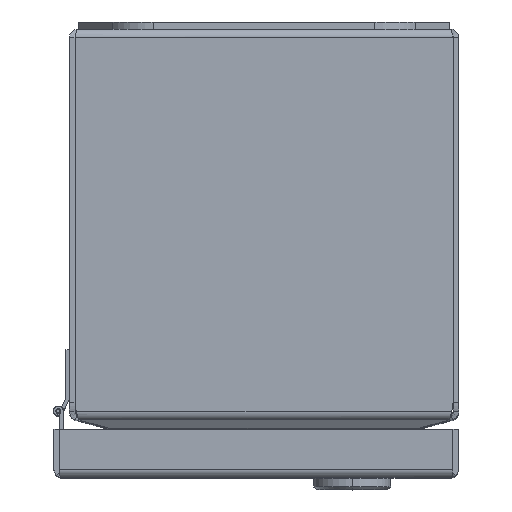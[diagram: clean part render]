
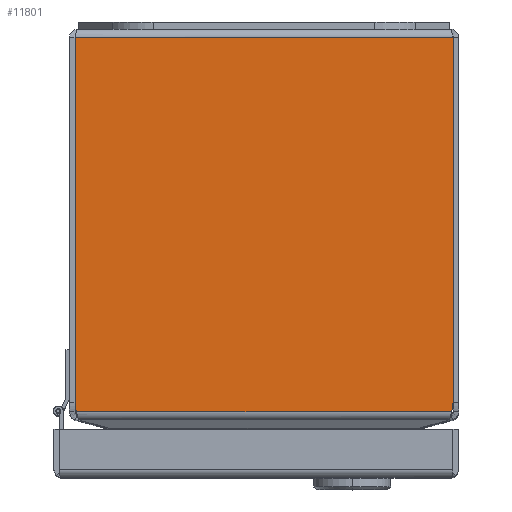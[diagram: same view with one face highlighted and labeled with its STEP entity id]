
A CAD part, top view. The second image highlights one B-rep face of the part: STEP entity #11801.
In plain terms, the highlighted planar face has unit normal (0, 0, 1).
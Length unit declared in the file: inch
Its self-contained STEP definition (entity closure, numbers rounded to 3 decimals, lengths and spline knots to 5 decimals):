
#208 = LINE ( 'NONE', #14563, #10491 ) ;
#285 = CARTESIAN_POINT ( 'NONE',  ( 13.527, -3.93401, 2. ) ) ;
#475 = EDGE_LOOP ( 'NONE', ( #8709, #6054, #16592, #18468, #2520, #18657 ) ) ;
#921 = DIRECTION ( 'NONE',  ( 0., 0., -1. ) ) ;
#1495 = DIRECTION ( 'NONE',  ( 0., -1., 0. ) ) ;
#1720 = LINE ( 'NONE', #285, #9583 ) ;
#2520 = ORIENTED_EDGE ( 'NONE', *, *, #7016, .F. ) ;
#2554 = CARTESIAN_POINT ( 'NONE',  ( -1.94289, -3.83953, 2. ) ) ;
#2681 = EDGE_CURVE ( 'NONE', #11476, #10773, #1720, .T. ) ;
#3234 = DIRECTION ( 'NONE',  ( 0., 0., -1. ) ) ;
#3268 = EDGE_CURVE ( 'NONE', #6652, #11476, #10404, .T. ) ;
#3491 = VERTEX_POINT ( 'NONE', #10067 ) ;
#4570 = PLANE ( 'NONE',  #9531 ) ;
#5548 = CARTESIAN_POINT ( 'NONE',  ( -1.66189, -3.83953, 2. ) ) ;
#5620 = VECTOR ( 'NONE', #1495, 39.37008 ) ;
#5704 = CARTESIAN_POINT ( 'NONE',  ( 1.66189, -3.83953, 2. ) ) ;
#6004 = FACE_OUTER_BOUND ( 'NONE', #475, .T. ) ;
#6054 = ORIENTED_EDGE ( 'NONE', *, *, #18719, .F. ) ;
#6652 = VERTEX_POINT ( 'NONE', #11325 ) ;
#6777 = LINE ( 'NONE', #18460, #9807 ) ;
#7016 = EDGE_CURVE ( 'NONE', #10773, #8636, #11882, .T. ) ;
#7382 = DIRECTION ( 'NONE',  ( -1., 0., 0. ) ) ;
#7541 = CARTESIAN_POINT ( 'NONE',  ( 13.527, 0., 2. ) ) ;
#8636 = VERTEX_POINT ( 'NONE', #2554 ) ;
#8709 = ORIENTED_EDGE ( 'NONE', *, *, #3268, .F. ) ;
#8947 = CARTESIAN_POINT ( 'NONE',  ( 1.92653, -3.93401, 2. ) ) ;
#9076 = DIRECTION ( 'NONE',  ( 0., 1., 0. ) ) ;
#9531 = AXIS2_PLACEMENT_3D ( 'NONE', #7541, #3234, #9076 ) ;
#9583 = VECTOR ( 'NONE', #7382, 39.37008 ) ;
#9807 = VECTOR ( 'NONE', #17016, 39.37008 ) ;
#9971 = CARTESIAN_POINT ( 'NONE',  ( -1.94289, -0.086, 2. ) ) ;
#10067 = CARTESIAN_POINT ( 'NONE',  ( 1.94289, -0.086, 2. ) ) ;
#10220 = VERTEX_POINT ( 'NONE', #9971 ) ;
#10404 = CIRCLE ( 'NONE', #18350, 0.281 ) ;
#10491 = VECTOR ( 'NONE', #17715, 39.37008 ) ;
#10773 = VERTEX_POINT ( 'NONE', #16423 ) ;
#11325 = CARTESIAN_POINT ( 'NONE',  ( 1.94289, -3.83953, 2. ) ) ;
#11476 = VERTEX_POINT ( 'NONE', #8947 ) ;
#11554 = DIRECTION ( 'NONE',  ( 0., 1., 0. ) ) ;
#11801 = ADVANCED_FACE ( 'NONE', ( #6004 ), #4570, .F. ) ;
#11882 = CIRCLE ( 'NONE', #18609, 0.281 ) ;
#12642 = DIRECTION ( 'NONE',  ( 0., 1., 0. ) ) ;
#13369 = CARTESIAN_POINT ( 'NONE',  ( 1.94289, -0.086, 2. ) ) ;
#13929 = EDGE_CURVE ( 'NONE', #10220, #8636, #6777, .T. ) ;
#14170 = DIRECTION ( 'NONE',  ( 0., 0., -1. ) ) ;
#14563 = CARTESIAN_POINT ( 'NONE',  ( -1.914, -0.086, 2. ) ) ;
#14881 = LINE ( 'NONE', #13369, #5620 ) ;
#16423 = CARTESIAN_POINT ( 'NONE',  ( -1.92653, -3.93401, 2. ) ) ;
#16592 = ORIENTED_EDGE ( 'NONE', *, *, #17413, .F. ) ;
#17016 = DIRECTION ( 'NONE',  ( 0., -1., 0. ) ) ;
#17413 = EDGE_CURVE ( 'NONE', #10220, #3491, #208, .T. ) ;
#17715 = DIRECTION ( 'NONE',  ( 1., 0., 0. ) ) ;
#18350 = AXIS2_PLACEMENT_3D ( 'NONE', #5704, #921, #11554 ) ;
#18460 = CARTESIAN_POINT ( 'NONE',  ( -1.94289, -0.086, 2. ) ) ;
#18468 = ORIENTED_EDGE ( 'NONE', *, *, #13929, .T. ) ;
#18609 = AXIS2_PLACEMENT_3D ( 'NONE', #5548, #14170, #12642 ) ;
#18657 = ORIENTED_EDGE ( 'NONE', *, *, #2681, .F. ) ;
#18719 = EDGE_CURVE ( 'NONE', #3491, #6652, #14881, .T. ) ;
